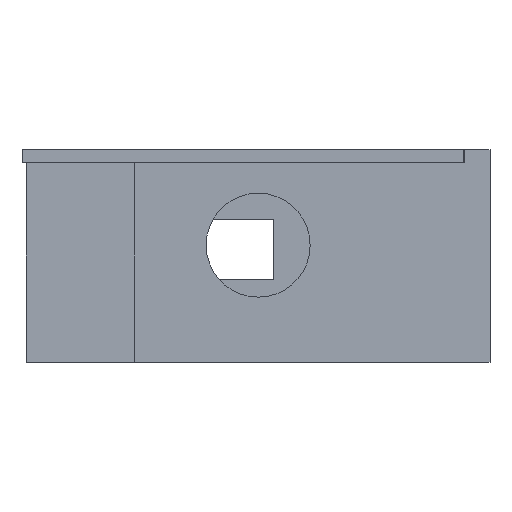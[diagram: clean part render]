
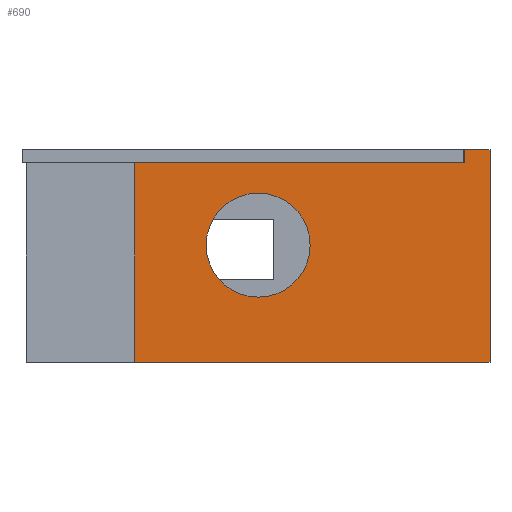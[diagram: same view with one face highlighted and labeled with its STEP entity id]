
A CAD part, left-side view. The second image highlights one B-rep face of the part: STEP entity #690.
In plain terms, the highlighted planar face has unit normal (-1, 0, 0).
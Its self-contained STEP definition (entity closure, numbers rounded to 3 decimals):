
#24=CIRCLE('',#726,6.);
#40=FACE_BOUND('',#113,.T.);
#69=FACE_OUTER_BOUND('',#112,.T.);
#112=EDGE_LOOP('',(#578,#579,#580,#581));
#113=EDGE_LOOP('',(#582));
#143=LINE('',#969,#226);
#151=LINE('',#987,#234);
#195=LINE('',#1086,#278);
#196=LINE('',#1087,#279);
#226=VECTOR('',#785,10.);
#234=VECTOR('',#799,10.);
#278=VECTOR('',#893,10.);
#279=VECTOR('',#894,10.);
#308=VERTEX_POINT('',#966);
#309=VERTEX_POINT('',#968);
#316=VERTEX_POINT('',#986);
#318=VERTEX_POINT('',#994);
#346=VERTEX_POINT('',#1085);
#372=EDGE_CURVE('',#308,#309,#143,.T.);
#381=EDGE_CURVE('',#316,#309,#151,.T.);
#385=EDGE_CURVE('',#318,#318,#24,.T.);
#431=EDGE_CURVE('',#346,#308,#195,.T.);
#432=EDGE_CURVE('',#316,#346,#196,.T.);
#578=ORIENTED_EDGE('',*,*,#381,.T.);
#579=ORIENTED_EDGE('',*,*,#372,.F.);
#580=ORIENTED_EDGE('',*,*,#431,.F.);
#581=ORIENTED_EDGE('',*,*,#432,.F.);
#582=ORIENTED_EDGE('',*,*,#385,.T.);
#656=PLANE('',#748);
#690=ADVANCED_FACE('',(#69,#40),#656,.T.);
#726=AXIS2_PLACEMENT_3D('',#995,#807,#808);
#748=AXIS2_PLACEMENT_3D('',#1084,#891,#892);
#785=DIRECTION('',(0.,1.,0.));
#799=DIRECTION('',(0.,0.,-1.));
#807=DIRECTION('center_axis',(1.,0.,0.));
#808=DIRECTION('ref_axis',(0.,0.,1.));
#891=DIRECTION('center_axis',(-1.,0.,0.));
#892=DIRECTION('ref_axis',(0.,1.,0.));
#893=DIRECTION('',(0.,0.,-1.));
#894=DIRECTION('',(0.,-1.,0.));
#966=CARTESIAN_POINT('',(-3.,-3.,-22.5));
#968=CARTESIAN_POINT('',(-3.,38.,-22.5));
#969=CARTESIAN_POINT('',(-3.,50.5,-22.5));
#986=CARTESIAN_POINT('',(-3.,38.,2.));
#987=CARTESIAN_POINT('',(-3.,38.,-10.25));
#994=CARTESIAN_POINT('',(-3.,23.75,-15.));
#995=CARTESIAN_POINT('Origin',(-3.,23.75,-9.));
#1084=CARTESIAN_POINT('Origin',(-3.,-3.,0.));
#1085=CARTESIAN_POINT('',(-3.,-3.,2.));
#1086=CARTESIAN_POINT('',(-3.,-3.,0.));
#1087=CARTESIAN_POINT('',(-3.,50.5,2.));
